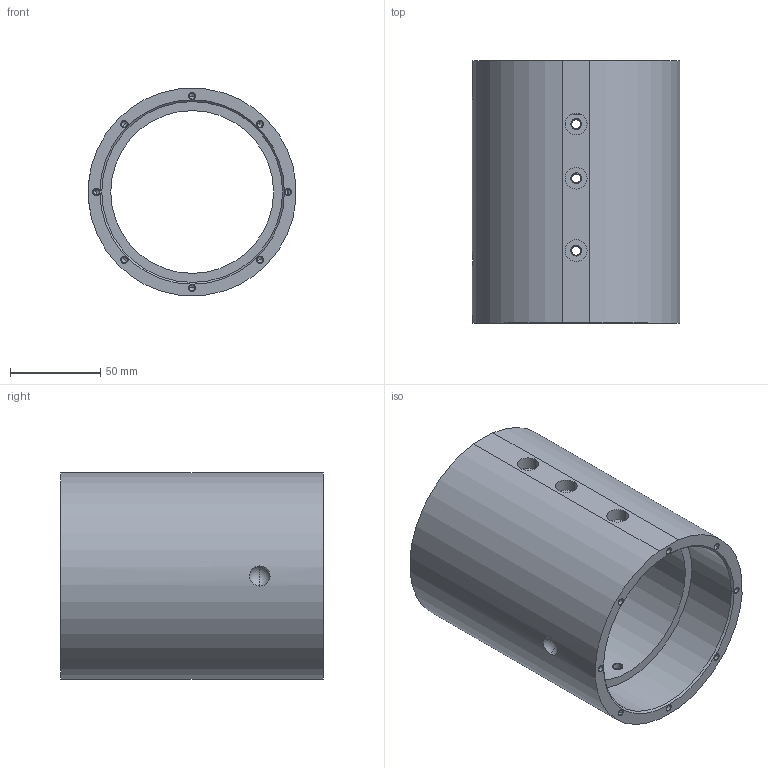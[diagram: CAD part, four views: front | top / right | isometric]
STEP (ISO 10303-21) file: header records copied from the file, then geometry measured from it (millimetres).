
FILE_DESCRIPTION((''),'2;1');
FILE_NAME('MOYEU_RA','2021-10-06T17:20:32',('laure'),(''),'CREO PARAMETRIC BY PTC INC, 2020281','CREO PARAMETRIC BY PTC INC, 2020281','');
FILE_SCHEMA(('CONFIG_CONTROL_DESIGN'));
Length unit declared in the file: millimetre
Products named in the file (1): MOYEU_RA
Bounding box: 114.79 x 145 x 114 mm (x, y, z)
Volume: 482092.5 mm3; surface area: 109558.1 mm2
Topology: 1 solids, 23 shells, 180 faces, 472 edges, 307 vertices
Faces by surface type: cylinder 108, cone 36, plane 34, sphere 2
Entity records: 5695 total; most frequent: CARTESIAN_POINT 1164, DIRECTION 1060, ORIENTED_EDGE 768, AXIS2_PLACEMENT_3D 455, EDGE_CURVE 438, VERTEX_POINT 307, CIRCLE 274, EDGE_LOOP 241
